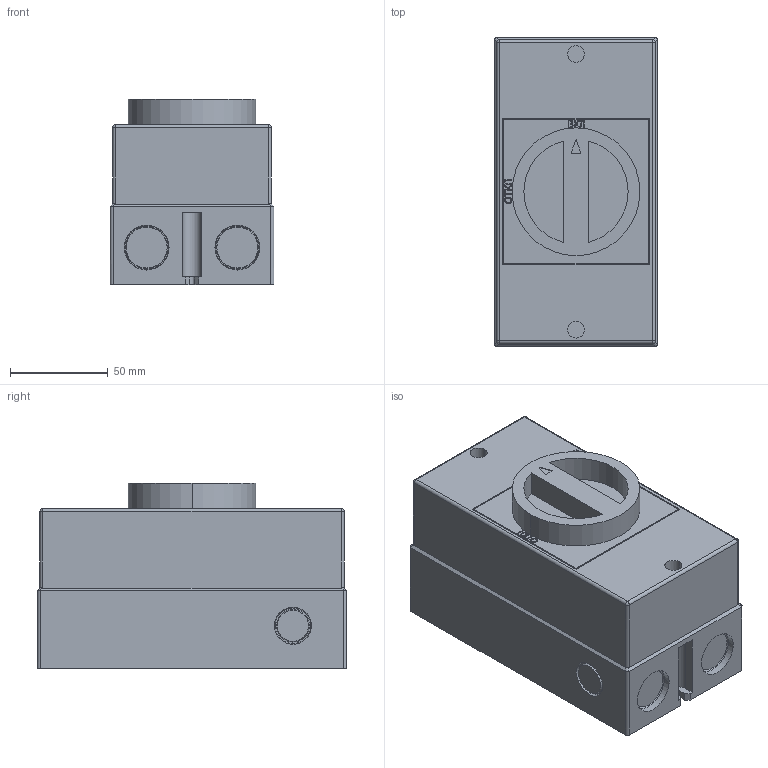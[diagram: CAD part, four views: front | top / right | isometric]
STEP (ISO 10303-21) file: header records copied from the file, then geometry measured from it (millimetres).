
FILE_DESCRIPTION (( 'STEP AP214' ), '1' );
FILE_NAME ('BCS33-010-1 Ïåðåêëþ÷àòåëü êóëà÷êîâûé ÏÊÏ10-13_K 10À îòêë-âêë 3Ð_400Â IP54.STEP', '2017-12-13T12:33:05', ( '' ), ( '' ), 'SwSTEP 2.0', 'SolidWorks 2014', '' );
FILE_SCHEMA (( 'AUTOMOTIVE_DESIGN' ));
Length unit declared in the file: millimetre
Products named in the file (1): BCS33-010-1 Ïåðåêëþ÷àòåëü êóëà÷êîâûé ÏÊÏ10-13_K 10À  îòêë-âêë  3Ð_400Â IP54
Bounding box: 84 x 158.5 x 95 mm (x, y, z)
Volume: 1070909.8 mm3; surface area: 77200.7 mm2
Topology: 1 solids, 1 shells, 251 faces, 622 edges, 404 vertices
Faces by surface type: plane 126, bspline 46, cylinder 39, cone 36, sphere 4
Entity records: 9664 total; most frequent: CARTESIAN_POINT 3952, ORIENTED_EDGE 1236, DIRECTION 1036, EDGE_CURVE 618, VERTEX_POINT 404, VECTOR 380, LINE 380, AXIS2_PLACEMENT_3D 328
